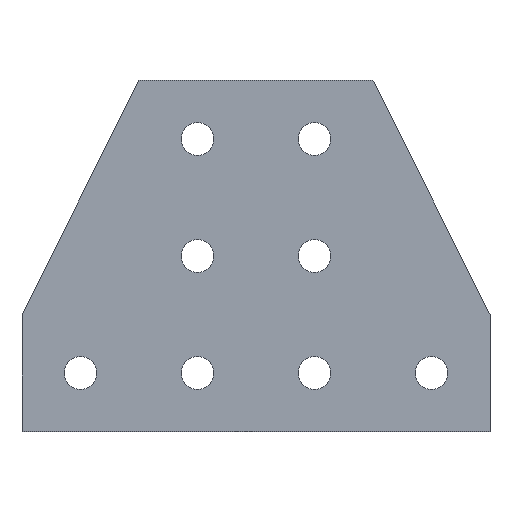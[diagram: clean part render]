
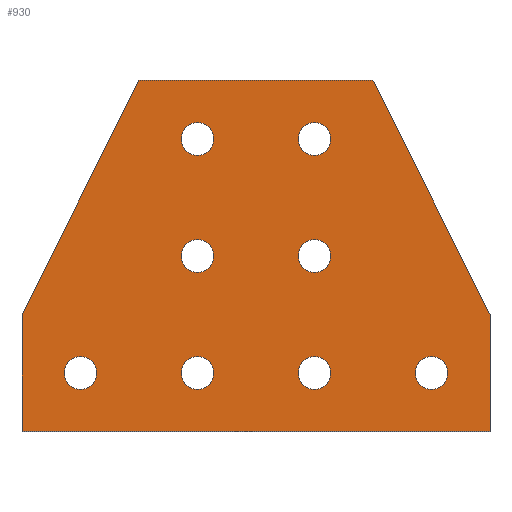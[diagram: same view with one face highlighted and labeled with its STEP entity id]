
A CAD part, top view. The second image highlights one B-rep face of the part: STEP entity #930.
In plain terms, the highlighted planar face has unit normal (0, 0, 1).
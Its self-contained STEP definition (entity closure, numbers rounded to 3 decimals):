
#132=CARTESIAN_POINT('',(0.14,0.0,0.188));
#133=VERTEX_POINT('',#132);
#149=CARTESIAN_POINT('',(-0.14,0.,0.188));
#150=VERTEX_POINT('',#149);
#157=CARTESIAN_POINT('',(0.0,0.0,0.188));
#158=DIRECTION('',(0.0,0.0,-1.0));
#159=DIRECTION('',(1.0,0.0,0.0));
#160=AXIS2_PLACEMENT_3D('',#157,#158,#159);
#161=CIRCLE('',#160,0.14);
#162=EDGE_CURVE('',#133,#150,#161,.T.);
#174=CARTESIAN_POINT('',(1.14,0.0,0.188));
#175=VERTEX_POINT('',#174);
#191=CARTESIAN_POINT('',(0.86,0.,0.188));
#192=VERTEX_POINT('',#191);
#199=CARTESIAN_POINT('',(1.0,0.0,0.188));
#200=DIRECTION('',(0.0,0.0,-1.0));
#201=DIRECTION('',(1.0,0.0,0.0));
#202=AXIS2_PLACEMENT_3D('',#199,#200,#201);
#203=CIRCLE('',#202,0.14);
#204=EDGE_CURVE('',#175,#192,#203,.T.);
#216=CARTESIAN_POINT('',(1.14,1.0,0.188));
#217=VERTEX_POINT('',#216);
#233=CARTESIAN_POINT('',(0.86,1.0,0.188));
#234=VERTEX_POINT('',#233);
#241=CARTESIAN_POINT('',(1.0,1.0,0.188));
#242=DIRECTION('',(0.0,0.0,-1.0));
#243=DIRECTION('',(1.0,0.0,0.0));
#244=AXIS2_PLACEMENT_3D('',#241,#242,#243);
#245=CIRCLE('',#244,0.14);
#246=EDGE_CURVE('',#217,#234,#245,.T.);
#258=CARTESIAN_POINT('',(1.14,2.0,0.188));
#259=VERTEX_POINT('',#258);
#275=CARTESIAN_POINT('',(0.86,2.0,0.188));
#276=VERTEX_POINT('',#275);
#283=CARTESIAN_POINT('',(1.0,2.0,0.188));
#284=DIRECTION('',(0.0,0.0,-1.0));
#285=DIRECTION('',(1.0,0.0,0.0));
#286=AXIS2_PLACEMENT_3D('',#283,#284,#285);
#287=CIRCLE('',#286,0.14);
#288=EDGE_CURVE('',#259,#276,#287,.T.);
#300=CARTESIAN_POINT('',(2.14,0.0,0.188));
#301=VERTEX_POINT('',#300);
#317=CARTESIAN_POINT('',(1.86,0.,0.188));
#318=VERTEX_POINT('',#317);
#325=CARTESIAN_POINT('',(2.0,0.0,0.188));
#326=DIRECTION('',(0.0,0.0,-1.0));
#327=DIRECTION('',(1.0,0.0,0.0));
#328=AXIS2_PLACEMENT_3D('',#325,#326,#327);
#329=CIRCLE('',#328,0.14);
#330=EDGE_CURVE('',#301,#318,#329,.T.);
#342=CARTESIAN_POINT('',(2.14,1.0,0.188));
#343=VERTEX_POINT('',#342);
#359=CARTESIAN_POINT('',(1.86,1.0,0.188));
#360=VERTEX_POINT('',#359);
#367=CARTESIAN_POINT('',(2.0,1.0,0.188));
#368=DIRECTION('',(0.0,0.0,-1.0));
#369=DIRECTION('',(1.0,0.0,0.0));
#370=AXIS2_PLACEMENT_3D('',#367,#368,#369);
#371=CIRCLE('',#370,0.14);
#372=EDGE_CURVE('',#343,#360,#371,.T.);
#384=CARTESIAN_POINT('',(3.14,0.0,0.188));
#385=VERTEX_POINT('',#384);
#401=CARTESIAN_POINT('',(2.86,0.,0.188));
#402=VERTEX_POINT('',#401);
#409=CARTESIAN_POINT('',(3.0,0.0,0.188));
#410=DIRECTION('',(0.0,0.0,-1.0));
#411=DIRECTION('',(1.0,0.0,0.0));
#412=AXIS2_PLACEMENT_3D('',#409,#410,#411);
#413=CIRCLE('',#412,0.14);
#414=EDGE_CURVE('',#385,#402,#413,.T.);
#426=CARTESIAN_POINT('',(2.14,2.0,0.188));
#427=VERTEX_POINT('',#426);
#443=CARTESIAN_POINT('',(1.86,2.0,0.188));
#444=VERTEX_POINT('',#443);
#451=CARTESIAN_POINT('',(2.0,2.0,0.188));
#452=DIRECTION('',(0.0,0.0,-1.0));
#453=DIRECTION('',(1.0,0.0,0.0));
#454=AXIS2_PLACEMENT_3D('',#451,#452,#453);
#455=CIRCLE('',#454,0.14);
#456=EDGE_CURVE('',#427,#444,#455,.T.);
#467=CARTESIAN_POINT('',(2.0,2.0,0.188));
#468=DIRECTION('',(0.0,0.0,-1.0));
#469=DIRECTION('',(1.0,0.0,0.0));
#470=AXIS2_PLACEMENT_3D('',#467,#468,#469);
#471=CIRCLE('',#470,0.14);
#472=EDGE_CURVE('',#444,#427,#471,.T.);
#491=CARTESIAN_POINT('',(3.0,0.0,0.188));
#492=DIRECTION('',(0.0,0.0,-1.0));
#493=DIRECTION('',(1.0,0.0,0.0));
#494=AXIS2_PLACEMENT_3D('',#491,#492,#493);
#495=CIRCLE('',#494,0.14);
#496=EDGE_CURVE('',#402,#385,#495,.T.);
#515=CARTESIAN_POINT('',(2.0,1.0,0.188));
#516=DIRECTION('',(0.0,0.0,-1.0));
#517=DIRECTION('',(1.0,0.0,0.0));
#518=AXIS2_PLACEMENT_3D('',#515,#516,#517);
#519=CIRCLE('',#518,0.14);
#520=EDGE_CURVE('',#360,#343,#519,.T.);
#539=CARTESIAN_POINT('',(2.0,0.0,0.188));
#540=DIRECTION('',(0.0,0.0,-1.0));
#541=DIRECTION('',(1.0,0.0,0.0));
#542=AXIS2_PLACEMENT_3D('',#539,#540,#541);
#543=CIRCLE('',#542,0.14);
#544=EDGE_CURVE('',#318,#301,#543,.T.);
#563=CARTESIAN_POINT('',(1.0,2.0,0.188));
#564=DIRECTION('',(0.0,0.0,-1.0));
#565=DIRECTION('',(1.0,0.0,0.0));
#566=AXIS2_PLACEMENT_3D('',#563,#564,#565);
#567=CIRCLE('',#566,0.14);
#568=EDGE_CURVE('',#276,#259,#567,.T.);
#587=CARTESIAN_POINT('',(1.0,1.0,0.188));
#588=DIRECTION('',(0.0,0.0,-1.0));
#589=DIRECTION('',(1.0,0.0,0.0));
#590=AXIS2_PLACEMENT_3D('',#587,#588,#589);
#591=CIRCLE('',#590,0.14);
#592=EDGE_CURVE('',#234,#217,#591,.T.);
#611=CARTESIAN_POINT('',(1.0,0.0,0.188));
#612=DIRECTION('',(0.0,0.0,-1.0));
#613=DIRECTION('',(1.0,0.0,0.0));
#614=AXIS2_PLACEMENT_3D('',#611,#612,#613);
#615=CIRCLE('',#614,0.14);
#616=EDGE_CURVE('',#192,#175,#615,.T.);
#635=CARTESIAN_POINT('',(0.0,0.0,0.188));
#636=DIRECTION('',(0.0,0.0,-1.0));
#637=DIRECTION('',(1.0,0.0,0.0));
#638=AXIS2_PLACEMENT_3D('',#635,#636,#637);
#639=CIRCLE('',#638,0.14);
#640=EDGE_CURVE('',#150,#133,#639,.T.);
#658=CARTESIAN_POINT('',(-0.5,-0.5,0.188));
#659=VERTEX_POINT('',#658);
#660=CARTESIAN_POINT('',(-0.5,0.5,0.188));
#661=VERTEX_POINT('',#660);
#662=CARTESIAN_POINT('',(-0.5,-0.5,0.188));
#663=DIRECTION('',(0.0,1.0,0.0));
#664=VECTOR('',#663,1.0);
#665=LINE('',#662,#664);
#666=EDGE_CURVE('',#659,#661,#665,.T.);
#698=CARTESIAN_POINT('',(0.5,2.5,0.188));
#699=VERTEX_POINT('',#698);
#700=CARTESIAN_POINT('',(-0.5,0.5,0.188));
#701=DIRECTION('',(0.447,0.894,0.0));
#702=VECTOR('',#701,2.236);
#703=LINE('',#700,#702);
#704=EDGE_CURVE('',#661,#699,#703,.T.);
#729=CARTESIAN_POINT('',(2.5,2.5,0.188));
#730=VERTEX_POINT('',#729);
#731=CARTESIAN_POINT('',(0.5,2.5,0.188));
#732=DIRECTION('',(1.0,0.0,0.0));
#733=VECTOR('',#732,2.0);
#734=LINE('',#731,#733);
#735=EDGE_CURVE('',#699,#730,#734,.T.);
#760=CARTESIAN_POINT('',(3.5,0.5,0.188));
#761=VERTEX_POINT('',#760);
#762=CARTESIAN_POINT('',(2.5,2.5,0.188));
#763=DIRECTION('',(0.447,-0.894,0.0));
#764=VECTOR('',#763,2.236);
#765=LINE('',#762,#764);
#766=EDGE_CURVE('',#730,#761,#765,.T.);
#791=CARTESIAN_POINT('',(3.5,-0.5,0.188));
#792=VERTEX_POINT('',#791);
#793=CARTESIAN_POINT('',(3.5,0.5,0.188));
#794=DIRECTION('',(0.0,-1.0,0.0));
#795=VECTOR('',#794,1.0);
#796=LINE('',#793,#795);
#797=EDGE_CURVE('',#761,#792,#796,.T.);
#822=CARTESIAN_POINT('',(3.5,-0.5,0.188));
#823=DIRECTION('',(-1.0,0.0,0.0));
#824=VECTOR('',#823,4.0);
#825=LINE('',#822,#824);
#826=EDGE_CURVE('',#792,#659,#825,.T.);
#885=CARTESIAN_POINT('',(-0.5,-0.5,0.188));
#886=DIRECTION('',(0.0,0.0,-1.0));
#887=DIRECTION('',(-1.0,0.0,0.0));
#888=AXIS2_PLACEMENT_3D('',#885,#886,#887);
#889=PLANE('',#888);
#890=ORIENTED_EDGE('',*,*,#666,.F.);
#891=ORIENTED_EDGE('',*,*,#826,.F.);
#892=ORIENTED_EDGE('',*,*,#797,.F.);
#893=ORIENTED_EDGE('',*,*,#766,.F.);
#894=ORIENTED_EDGE('',*,*,#735,.F.);
#895=ORIENTED_EDGE('',*,*,#704,.F.);
#896=EDGE_LOOP('',(#890,#891,#892,#893,#894,#895));
#897=FACE_OUTER_BOUND('',#896,.T.);
#898=ORIENTED_EDGE('',*,*,#456,.T.);
#899=ORIENTED_EDGE('',*,*,#472,.T.);
#900=EDGE_LOOP('',(#898,#899));
#901=FACE_BOUND('',#900,.T.);
#902=ORIENTED_EDGE('',*,*,#414,.T.);
#903=ORIENTED_EDGE('',*,*,#496,.T.);
#904=EDGE_LOOP('',(#902,#903));
#905=FACE_BOUND('',#904,.T.);
#906=ORIENTED_EDGE('',*,*,#372,.T.);
#907=ORIENTED_EDGE('',*,*,#520,.T.);
#908=EDGE_LOOP('',(#906,#907));
#909=FACE_BOUND('',#908,.T.);
#910=ORIENTED_EDGE('',*,*,#330,.T.);
#911=ORIENTED_EDGE('',*,*,#544,.T.);
#912=EDGE_LOOP('',(#910,#911));
#913=FACE_BOUND('',#912,.T.);
#914=ORIENTED_EDGE('',*,*,#288,.T.);
#915=ORIENTED_EDGE('',*,*,#568,.T.);
#916=EDGE_LOOP('',(#914,#915));
#917=FACE_BOUND('',#916,.T.);
#918=ORIENTED_EDGE('',*,*,#246,.T.);
#919=ORIENTED_EDGE('',*,*,#592,.T.);
#920=EDGE_LOOP('',(#918,#919));
#921=FACE_BOUND('',#920,.T.);
#922=ORIENTED_EDGE('',*,*,#204,.T.);
#923=ORIENTED_EDGE('',*,*,#616,.T.);
#924=EDGE_LOOP('',(#922,#923));
#925=FACE_BOUND('',#924,.T.);
#926=ORIENTED_EDGE('',*,*,#162,.T.);
#927=ORIENTED_EDGE('',*,*,#640,.T.);
#928=EDGE_LOOP('',(#926,#927));
#929=FACE_BOUND('',#928,.T.);
#930=ADVANCED_FACE('',(#897,#901,#905,#909,#913,#917,#921,#925,#929),#889,.F.);
